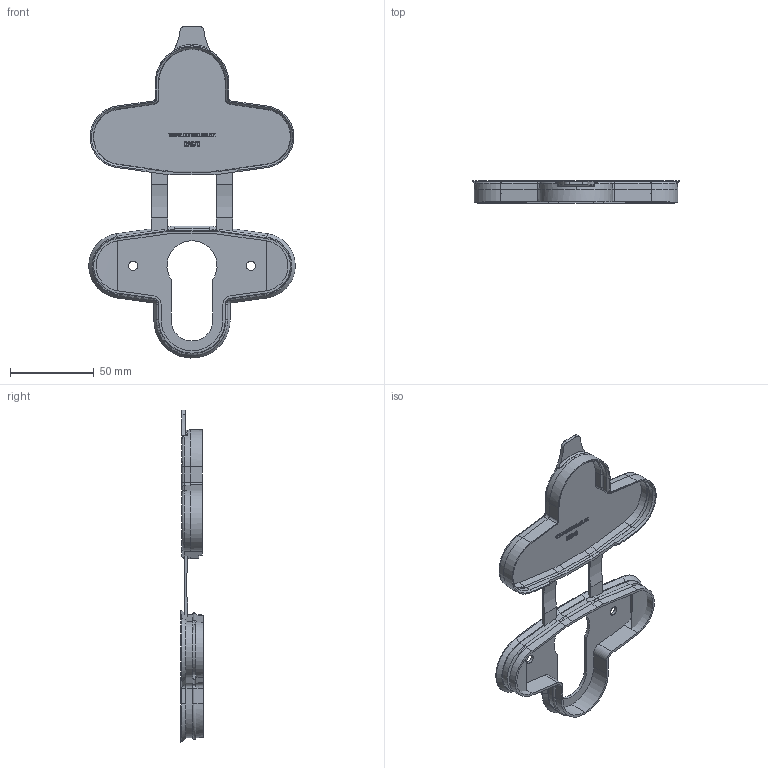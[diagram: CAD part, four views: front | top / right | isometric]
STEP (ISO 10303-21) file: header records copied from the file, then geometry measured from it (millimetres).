
FILE_DESCRIPTION (( 'STEP AP214' ), '1' );
FILE_NAME ('02670-Weather Shield for #2669 T Handle.STEP', '2019-10-18T00:52:42', ( '' ), ( '' ), 'SwSTEP 2.0', 'SolidWorks 2018', '' );
FILE_SCHEMA (( 'AUTOMOTIVE_DESIGN' ));
Length unit declared in the file: millimetre
Products named in the file (1): 02670-Weather Shield for #2669 T Handle
Bounding box: 123.46 x 13.5 x 198.73 mm (x, y, z)
Volume: 31334.6 mm3; surface area: 38567.4 mm2
Topology: 1 solids, 1 shells, 546 faces, 1439 edges, 858 vertices
Faces by surface type: plane 262, bspline 168, cylinder 74, cone 32, torus 10
Entity records: 25065 total; most frequent: CARTESIAN_POINT 12901, ORIENTED_EDGE 2754, DIRECTION 2091, EDGE_CURVE 1377, LINE 859, VECTOR 859, VERTEX_POINT 858, AXIS2_PLACEMENT_3D 616
